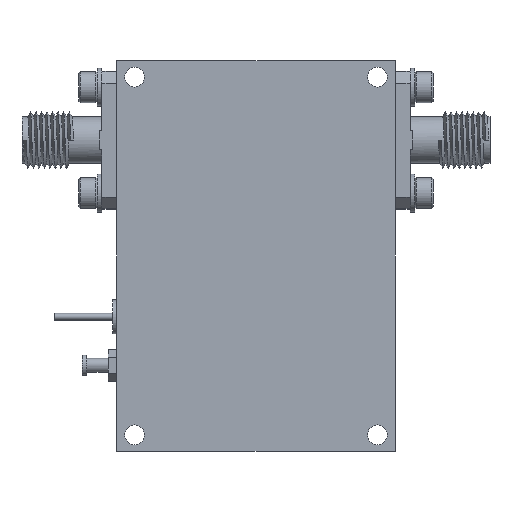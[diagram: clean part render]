
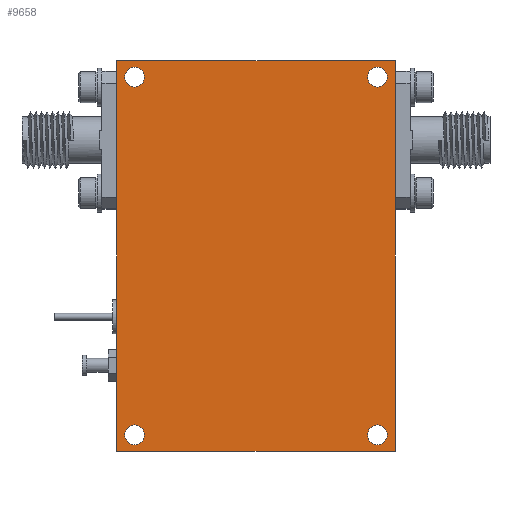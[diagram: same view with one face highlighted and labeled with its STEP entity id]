
A CAD part, front view. The second image highlights one B-rep face of the part: STEP entity #9658.
In plain terms, the highlighted planar face has unit normal (0, -1, 0).
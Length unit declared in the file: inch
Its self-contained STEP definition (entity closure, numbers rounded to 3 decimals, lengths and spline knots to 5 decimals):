
#169 = AXIS2_PLACEMENT_3D ( 'NONE', #230, #8860, #3101 ) ;
#213 = VERTEX_POINT ( 'NONE', #7280 ) ;
#230 = CARTESIAN_POINT ( 'NONE',  ( 0.55, -0.265, -0.81 ) ) ;
#351 = CARTESIAN_POINT ( 'NONE',  ( -0.55, -0.265, 0.81 ) ) ;
#448 = EDGE_CURVE ( 'NONE', #4990, #6644, #7615, .T. ) ;
#618 = DIRECTION ( 'NONE',  ( 0., 1., 0. ) ) ;
#876 = ORIENTED_EDGE ( 'NONE', *, *, #11311, .T. ) ;
#1048 = EDGE_CURVE ( 'NONE', #3991, #6638, #2335, .T. ) ;
#1072 = DIRECTION ( 'NONE',  ( -1., 0., 0. ) ) ;
#1305 = DIRECTION ( 'NONE',  ( -1., 0., 0. ) ) ;
#1359 = CARTESIAN_POINT ( 'NONE',  ( 0.63, -0.265, -0.885 ) ) ;
#1389 = CARTESIAN_POINT ( 'NONE',  ( -0.5055, -0.265, -0.81 ) ) ;
#1594 = VERTEX_POINT ( 'NONE', #7863 ) ;
#1747 = FACE_BOUND ( 'NONE', #4309, .T. ) ;
#1750 = DIRECTION ( 'NONE',  ( -1., 0., 0. ) ) ;
#1762 = CARTESIAN_POINT ( 'NONE',  ( 0.5945, -0.265, 0.81 ) ) ;
#1811 = VECTOR ( 'NONE', #9943, 39.37008 ) ;
#1888 = AXIS2_PLACEMENT_3D ( 'NONE', #3165, #8121, #3419 ) ;
#2004 = CIRCLE ( 'NONE', #4563, 0.0445 ) ;
#2125 = ORIENTED_EDGE ( 'NONE', *, *, #448, .T. ) ;
#2212 = EDGE_LOOP ( 'NONE', ( #7693, #12160 ) ) ;
#2335 = LINE ( 'NONE', #5190, #1811 ) ;
#2586 = ORIENTED_EDGE ( 'NONE', *, *, #5215, .F. ) ;
#2626 = FACE_BOUND ( 'NONE', #2212, .T. ) ;
#2808 = AXIS2_PLACEMENT_3D ( 'NONE', #10390, #3878, #2948 ) ;
#2942 = EDGE_CURVE ( 'NONE', #11639, #4804, #6248, .T. ) ;
#2948 = DIRECTION ( 'NONE',  ( -1., 0., 0. ) ) ;
#2984 = CIRCLE ( 'NONE', #7775, 0.0445 ) ;
#3101 = DIRECTION ( 'NONE',  ( -1., 0., 0. ) ) ;
#3165 = CARTESIAN_POINT ( 'NONE',  ( -0.55, -0.265, 0.81 ) ) ;
#3356 = AXIS2_PLACEMENT_3D ( 'NONE', #8103, #8231, #1305 ) ;
#3419 = DIRECTION ( 'NONE',  ( -1., 0., 0. ) ) ;
#3531 = FACE_BOUND ( 'NONE', #10912, .T. ) ;
#3753 = VERTEX_POINT ( 'NONE', #10156 ) ;
#3878 = DIRECTION ( 'NONE',  ( 0., 1., 0. ) ) ;
#3882 = VERTEX_POINT ( 'NONE', #8532 ) ;
#3960 = CIRCLE ( 'NONE', #169, 0.0445 ) ;
#3991 = VERTEX_POINT ( 'NONE', #9395 ) ;
#4051 = ORIENTED_EDGE ( 'NONE', *, *, #6914, .T. ) ;
#4055 = CARTESIAN_POINT ( 'NONE',  ( 0.63, -0.265, 0.885 ) ) ;
#4232 = CARTESIAN_POINT ( 'NONE',  ( 0.55, -0.265, 0.81 ) ) ;
#4309 = EDGE_LOOP ( 'NONE', ( #876, #4051 ) ) ;
#4349 = CARTESIAN_POINT ( 'NONE',  ( -0.63, -0.265, -0.885 ) ) ;
#4406 = DIRECTION ( 'NONE',  ( -1., 0., 0. ) ) ;
#4534 = DIRECTION ( 'NONE',  ( 0., 1., 0. ) ) ;
#4563 = AXIS2_PLACEMENT_3D ( 'NONE', #6675, #4711, #1750 ) ;
#4678 = VECTOR ( 'NONE', #8463, 39.37008 ) ;
#4688 = LINE ( 'NONE', #12294, #4678 ) ;
#4711 = DIRECTION ( 'NONE',  ( 0., 1., 0. ) ) ;
#4716 = EDGE_CURVE ( 'NONE', #6638, #213, #4688, .T. ) ;
#4804 = VERTEX_POINT ( 'NONE', #10712 ) ;
#4908 = CARTESIAN_POINT ( 'NONE',  ( 0., -0.265, 0. ) ) ;
#4969 = DIRECTION ( 'NONE',  ( 0., 1., 0. ) ) ;
#4990 = VERTEX_POINT ( 'NONE', #11386 ) ;
#5030 = LINE ( 'NONE', #1359, #8552 ) ;
#5190 = CARTESIAN_POINT ( 'NONE',  ( 0.63, -0.265, 0.885 ) ) ;
#5199 = ORIENTED_EDGE ( 'NONE', *, *, #11271, .T. ) ;
#5215 = EDGE_CURVE ( 'NONE', #213, #3882, #5030, .T. ) ;
#5471 = ORIENTED_EDGE ( 'NONE', *, *, #7259, .T. ) ;
#5648 = AXIS2_PLACEMENT_3D ( 'NONE', #351, #8986, #9988 ) ;
#5731 = CARTESIAN_POINT ( 'NONE',  ( 0.5945, -0.265, -0.81 ) ) ;
#6248 = CIRCLE ( 'NONE', #5648, 0.0445 ) ;
#6546 = FACE_BOUND ( 'NONE', #11508, .T. ) ;
#6638 = VERTEX_POINT ( 'NONE', #4055 ) ;
#6644 = VERTEX_POINT ( 'NONE', #1389 ) ;
#6675 = CARTESIAN_POINT ( 'NONE',  ( 0.55, -0.265, -0.81 ) ) ;
#6713 = ORIENTED_EDGE ( 'NONE', *, *, #1048, .F. ) ;
#6914 = EDGE_CURVE ( 'NONE', #11160, #1594, #3960, .T. ) ;
#7050 = CARTESIAN_POINT ( 'NONE',  ( -0.5055, -0.265, 0.81 ) ) ;
#7259 = EDGE_CURVE ( 'NONE', #6644, #4990, #9596, .T. ) ;
#7280 = CARTESIAN_POINT ( 'NONE',  ( 0.63, -0.265, -0.885 ) ) ;
#7330 = CARTESIAN_POINT ( 'NONE',  ( -0.55, -0.265, -0.81 ) ) ;
#7372 = CIRCLE ( 'NONE', #3356, 0.0445 ) ;
#7476 = VECTOR ( 'NONE', #8003, 39.37008 ) ;
#7615 = CIRCLE ( 'NONE', #12192, 0.0445 ) ;
#7693 = ORIENTED_EDGE ( 'NONE', *, *, #8546, .T. ) ;
#7775 = AXIS2_PLACEMENT_3D ( 'NONE', #4232, #618, #4406 ) ;
#7863 = CARTESIAN_POINT ( 'NONE',  ( 0.5055, -0.265, -0.81 ) ) ;
#7875 = CIRCLE ( 'NONE', #1888, 0.0445 ) ;
#8003 = DIRECTION ( 'NONE',  ( 0., 0., 1. ) ) ;
#8103 = CARTESIAN_POINT ( 'NONE',  ( 0.55, -0.265, 0.81 ) ) ;
#8121 = DIRECTION ( 'NONE',  ( 0., 1., 0. ) ) ;
#8231 = DIRECTION ( 'NONE',  ( 0., 1., 0. ) ) ;
#8463 = DIRECTION ( 'NONE',  ( 0., 0., -1. ) ) ;
#8479 = EDGE_CURVE ( 'NONE', #3882, #3991, #10825, .T. ) ;
#8532 = CARTESIAN_POINT ( 'NONE',  ( -0.63, -0.265, -0.885 ) ) ;
#8542 = FACE_OUTER_BOUND ( 'NONE', #10965, .T. ) ;
#8546 = EDGE_CURVE ( 'NONE', #4804, #11639, #7875, .T. ) ;
#8552 = VECTOR ( 'NONE', #9964, 39.37008 ) ;
#8715 = ORIENTED_EDGE ( 'NONE', *, *, #4716, .F. ) ;
#8860 = DIRECTION ( 'NONE',  ( 0., 1., 0. ) ) ;
#8986 = DIRECTION ( 'NONE',  ( 0., 1., 0. ) ) ;
#9395 = CARTESIAN_POINT ( 'NONE',  ( -0.63, -0.265, 0.885 ) ) ;
#9596 = CIRCLE ( 'NONE', #2808, 0.0445 ) ;
#9658 = ADVANCED_FACE ( 'NONE', ( #1747, #3531, #2626, #6546, #8542 ), #12369, .F. ) ;
#9943 = DIRECTION ( 'NONE',  ( 1., 0., 0. ) ) ;
#9964 = DIRECTION ( 'NONE',  ( -1., 0., 0. ) ) ;
#9988 = DIRECTION ( 'NONE',  ( -1., 0., 0. ) ) ;
#10156 = CARTESIAN_POINT ( 'NONE',  ( 0.5055, -0.265, 0.81 ) ) ;
#10390 = CARTESIAN_POINT ( 'NONE',  ( -0.55, -0.265, -0.81 ) ) ;
#10543 = ORIENTED_EDGE ( 'NONE', *, *, #8479, .F. ) ;
#10712 = CARTESIAN_POINT ( 'NONE',  ( -0.5945, -0.265, 0.81 ) ) ;
#10825 = LINE ( 'NONE', #4349, #7476 ) ;
#10877 = ORIENTED_EDGE ( 'NONE', *, *, #11624, .T. ) ;
#10912 = EDGE_LOOP ( 'NONE', ( #10877, #5199 ) ) ;
#10965 = EDGE_LOOP ( 'NONE', ( #6713, #10543, #2586, #8715 ) ) ;
#11160 = VERTEX_POINT ( 'NONE', #5731 ) ;
#11271 = EDGE_CURVE ( 'NONE', #12080, #3753, #2984, .T. ) ;
#11311 = EDGE_CURVE ( 'NONE', #1594, #11160, #2004, .T. ) ;
#11386 = CARTESIAN_POINT ( 'NONE',  ( -0.5945, -0.265, -0.81 ) ) ;
#11508 = EDGE_LOOP ( 'NONE', ( #2125, #5471 ) ) ;
#11624 = EDGE_CURVE ( 'NONE', #3753, #12080, #7372, .T. ) ;
#11639 = VERTEX_POINT ( 'NONE', #7050 ) ;
#11920 = AXIS2_PLACEMENT_3D ( 'NONE', #4908, #4969, #1072 ) ;
#12080 = VERTEX_POINT ( 'NONE', #1762 ) ;
#12160 = ORIENTED_EDGE ( 'NONE', *, *, #2942, .T. ) ;
#12192 = AXIS2_PLACEMENT_3D ( 'NONE', #7330, #4534, #12202 ) ;
#12202 = DIRECTION ( 'NONE',  ( -1., 0., 0. ) ) ;
#12294 = CARTESIAN_POINT ( 'NONE',  ( 0.63, -0.265, -0.885 ) ) ;
#12369 = PLANE ( 'NONE',  #11920 ) ;
